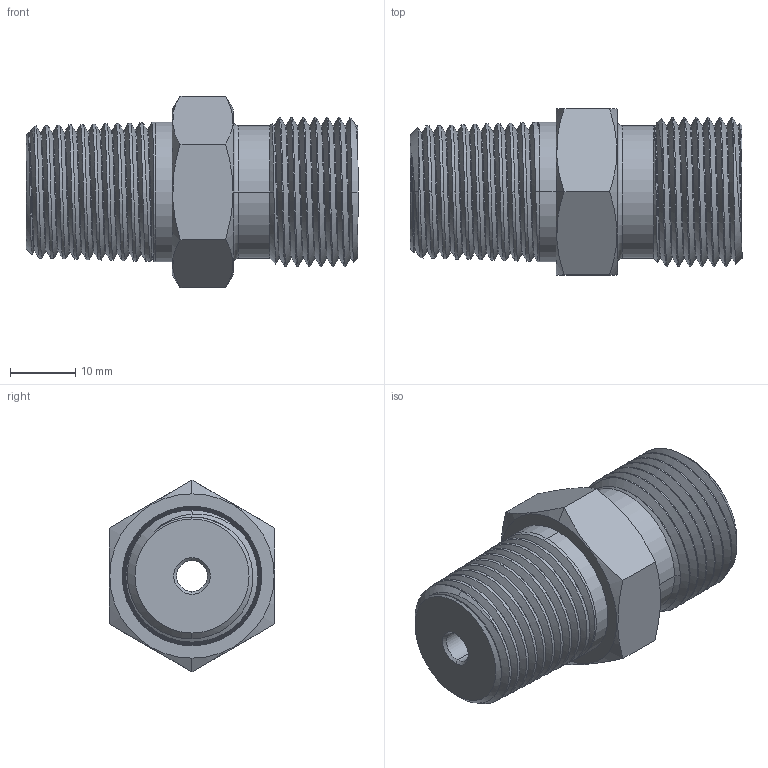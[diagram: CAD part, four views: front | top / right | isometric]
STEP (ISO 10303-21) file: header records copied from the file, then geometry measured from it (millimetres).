
FILE_DESCRIPTION (( 'STEP AP203' ), '1' );
FILE_NAME ('AD-540MBR-8MNPT.STEP', '2025-08-04T13:32:25', ( '' ), ( '' ), 'SwSTEP 2.0', 'SolidWorks 2018', '' );
FILE_SCHEMA (( 'CONFIG_CONTROL_DESIGN' ));
Length unit declared in the file: inch
Products named in the file (1): AD-540MBR-8MNPT
Bounding box: 50.8 x 25.4 x 29.33 mm (x, y, z)
Volume: 16582.6 mm3; surface area: 6820.4 mm2
Topology: 1 solids, 1 shells, 139 faces, 371 edges, 241 vertices
Faces by surface type: cone 40, cylinder 39, plane 34, bspline 22, torus 4
Entity records: 13047 total; most frequent: CARTESIAN_POINT 9919, ORIENTED_EDGE 742, DIRECTION 485, EDGE_CURVE 371, VERTEX_POINT 241, AXIS2_PLACEMENT_3D 164, VECTOR 157, LINE 157
